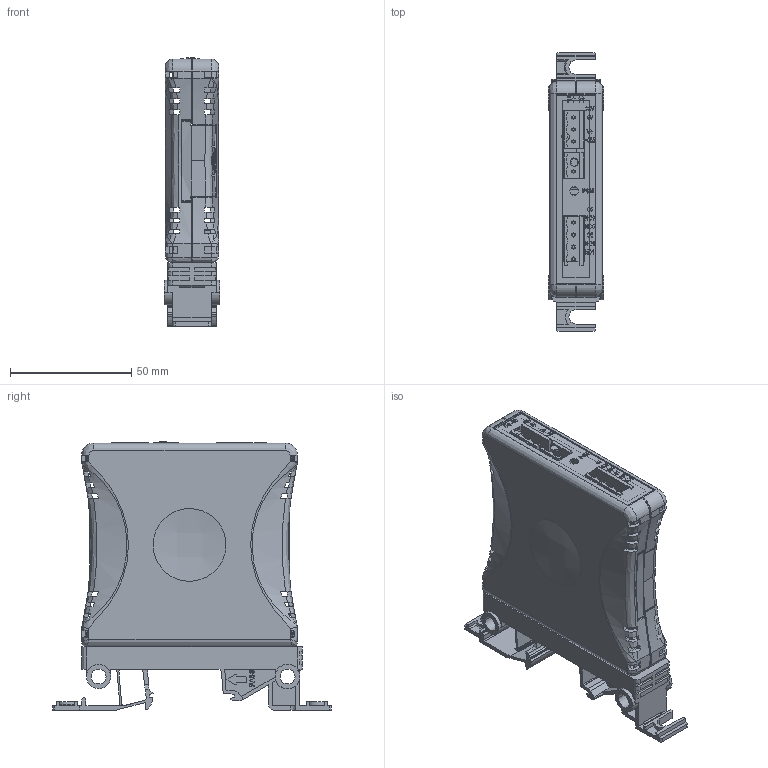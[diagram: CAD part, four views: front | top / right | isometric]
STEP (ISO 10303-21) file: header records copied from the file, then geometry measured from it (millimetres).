
FILE_DESCRIPTION (( 'STEP AP203' ), '1' );
FILE_NAME ('FC-33.step', '2020-09-10T16:26:06', ( '' ), ( '' ), 'SwSTEP 2.0', 'SolidWorks 2019', '' );
FILE_SCHEMA (( 'CONFIG_CONTROL_DESIGN' ));
Length unit declared in the file: inch
Products named in the file (1): FC-33
Bounding box: 23 x 115 x 110.56 mm (x, y, z)
Volume: 55474.2 mm3; surface area: 58720.8 mm2
Topology: 9 solids, 13 shells, 2679 faces, 7585 edges, 4964 vertices
Faces by surface type: plane 1869, cylinder 394, bspline 378, cone 36, torus 2
Entity records: 108839 total; most frequent: CARTESIAN_POINT 42892, ORIENTED_EDGE 15138, DIRECTION 11458, EDGE_CURVE 7569, LINE 5318, VECTOR 5318, VERTEX_POINT 4964, AXIS2_PLACEMENT_3D 3070
